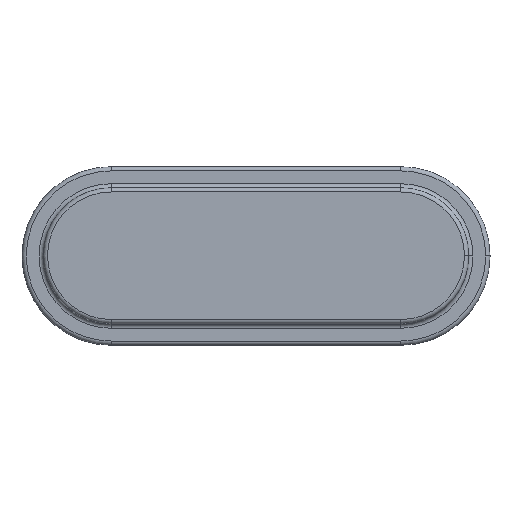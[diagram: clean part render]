
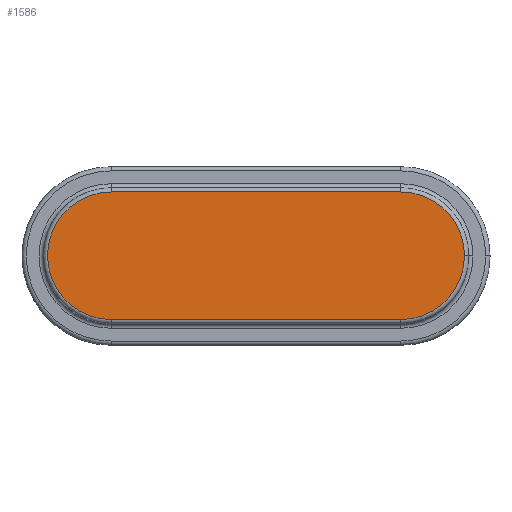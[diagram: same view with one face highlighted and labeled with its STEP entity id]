
A CAD part, top view. The second image highlights one B-rep face of the part: STEP entity #1586.
In plain terms, the highlighted planar face has unit normal (0, 0, 1).
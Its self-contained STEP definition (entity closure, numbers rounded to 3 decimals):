
#28 = CIRCLE ( 'NONE', #125, 1.5 ) ;
#105 = VECTOR ( 'NONE', #1322, 1000. ) ;
#107 = CIRCLE ( 'NONE', #132, 1.5 ) ;
#125 = AXIS2_PLACEMENT_3D ( 'NONE', #1296, #1300, #1464 ) ;
#132 = AXIS2_PLACEMENT_3D ( 'NONE', #1453, #1444, #1451 ) ;
#281 = CARTESIAN_POINT ( 'NONE',  ( 3.4, 0., 3.5 ) ) ;
#325 = PLANE ( 'NONE',  #443 ) ;
#335 = DIRECTION ( 'NONE',  ( 1., 0., 0. ) ) ;
#336 = DIRECTION ( 'NONE',  ( 0., 0., 1. ) ) ;
#358 = CARTESIAN_POINT ( 'NONE',  ( -3.4, 1.5, 3.5 ) ) ;
#362 = CARTESIAN_POINT ( 'NONE',  ( -3.4, 0., 3.5 ) ) ;
#389 = DIRECTION ( 'NONE',  ( 1., 0., 0. ) ) ;
#393 = DIRECTION ( 'NONE',  ( 0., 0., 1. ) ) ;
#409 = DIRECTION ( 'NONE',  ( -1., 0., 0. ) ) ;
#427 = VECTOR ( 'NONE', #409, 1000. ) ;
#440 = CIRCLE ( 'NONE', #450, 1.5 ) ;
#443 = AXIS2_PLACEMENT_3D ( 'NONE', #281, #336, #335 ) ;
#450 = AXIS2_PLACEMENT_3D ( 'NONE', #362, #393, #389 ) ;
#596 = EDGE_CURVE ( 'NONE', #700, #704, #107, .T. ) ;
#646 = VERTEX_POINT ( 'NONE', #1396 ) ;
#671 = EDGE_LOOP ( 'NONE', ( #803, #802, #804, #801, #800 ) ) ;
#699 = VERTEX_POINT ( 'NONE', #1402 ) ;
#700 = VERTEX_POINT ( 'NONE', #1373 ) ;
#704 = VERTEX_POINT ( 'NONE', #1368 ) ;
#705 = VERTEX_POINT ( 'NONE', #1384 ) ;
#800 = ORIENTED_EDGE ( 'NONE', *, *, #1514, .T. ) ;
#801 = ORIENTED_EDGE ( 'NONE', *, *, #1588, .T. ) ;
#802 = ORIENTED_EDGE ( 'NONE', *, *, #1531, .T. ) ;
#803 = ORIENTED_EDGE ( 'NONE', *, *, #596, .T. ) ;
#804 = ORIENTED_EDGE ( 'NONE', *, *, #1577, .T. ) ;
#901 = LINE ( 'NONE', #1348, #105 ) ;
#998 = LINE ( 'NONE', #358, #427 ) ;
#1011 = FACE_OUTER_BOUND ( 'NONE', #671, .T. ) ;
#1296 = CARTESIAN_POINT ( 'NONE',  ( 3.4, 0., 3.5 ) ) ;
#1300 = DIRECTION ( 'NONE',  ( 0., 0., 1. ) ) ;
#1322 = DIRECTION ( 'NONE',  ( 1., 0., 0. ) ) ;
#1348 = CARTESIAN_POINT ( 'NONE',  ( 3.4, -1.5, 3.5 ) ) ;
#1368 = CARTESIAN_POINT ( 'NONE',  ( 4.9, 0., 3.5 ) ) ;
#1373 = CARTESIAN_POINT ( 'NONE',  ( 3.4, -1.5, 3.5 ) ) ;
#1384 = CARTESIAN_POINT ( 'NONE',  ( -3.4, -1.5, 3.5 ) ) ;
#1396 = CARTESIAN_POINT ( 'NONE',  ( -3.4, 1.5, 3.5 ) ) ;
#1402 = CARTESIAN_POINT ( 'NONE',  ( 3.4, 1.5, 3.5 ) ) ;
#1444 = DIRECTION ( 'NONE',  ( 0., 0., 1. ) ) ;
#1451 = DIRECTION ( 'NONE',  ( 1., 0., 0. ) ) ;
#1453 = CARTESIAN_POINT ( 'NONE',  ( 3.4, 0., 3.5 ) ) ;
#1464 = DIRECTION ( 'NONE',  ( 1., 0., 0. ) ) ;
#1514 = EDGE_CURVE ( 'NONE', #705, #700, #901, .T. ) ;
#1531 = EDGE_CURVE ( 'NONE', #704, #699, #28, .T. ) ;
#1577 = EDGE_CURVE ( 'NONE', #699, #646, #998, .T. ) ;
#1586 = ADVANCED_FACE ( 'NONE', ( #1011 ), #325, .T. ) ;
#1588 = EDGE_CURVE ( 'NONE', #646, #705, #440, .T. ) ;
